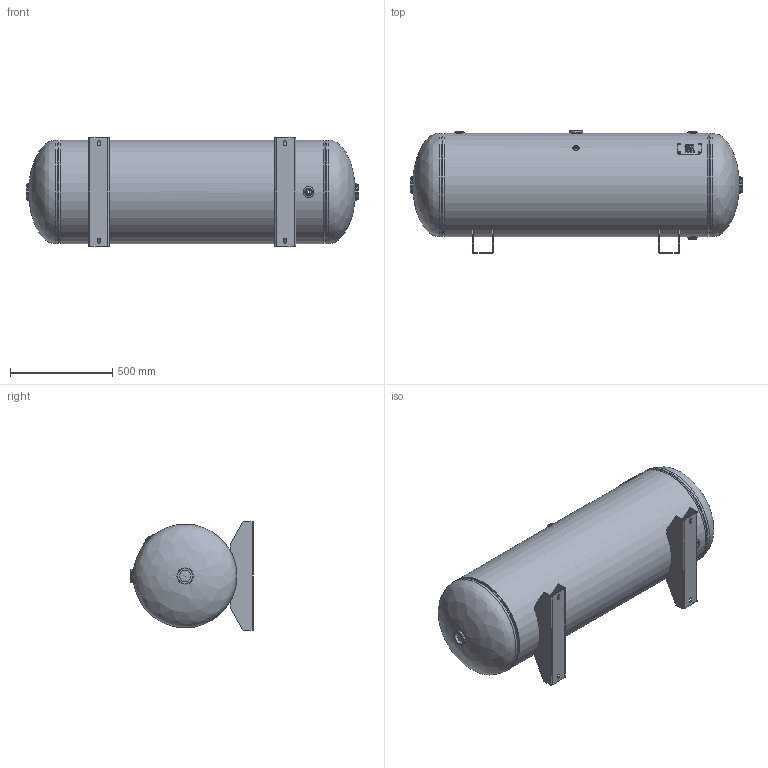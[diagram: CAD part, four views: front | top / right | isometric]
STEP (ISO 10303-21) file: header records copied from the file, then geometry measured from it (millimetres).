
FILE_DESCRIPTION(/* description */ ('FIRST LINE DESCRIPTION'),/* implementation_level */ '2;1');
FILE_NAME(/* name */ 'A10031-300.stp',/* time_stamp */ '2018-10-18T08:41:58-04:00',/* author */ ('Matt.Gilbert'),/* organization */ ('STEEL FAB IF WE MAKE IT, VENDOR IF WE DON''T'),/* preprocessor_version */ 'ST-DEVELOPER v16.5',/* originating_system */ 'Autodesk Inventor 2017',/* authorisation */ 'CHECKERS BOSS');
FILE_SCHEMA (('AUTOMOTIVE_DESIGN { 1 0 10303 214 3 1 1 }'));
Length unit declared in the file: inch
Products named in the file (10): A10031-300; A10031-300-SL; H20187J-414G; F102000; F101501; F101000; F100750; F100250; S100039; A10031-300-NP
Assembly tree (13 placements, depth 2):
  A10031-300
    A10031-300-SL
    H20187J-414G  x2
    F102000  x2
    F101501
    F101000  x2
    F100750
    F100250
    S100039  x2
    A10031-300-NP
Bounding box: 1626.92 x 602.12 x 533.4 mm (x, y, z)
Volume: 12511060.8 mm3; surface area: 6200670.5 mm2
Topology: 13 solids, 13 shells, 436 faces, 1114 edges, 729 vertices
Faces by surface type: plane 212, cylinder 90, bspline 84, torus 36, cone 14
Full cylindrical faces by diameter (mm): 6.35 x1, 11.455 x1, 12.7 x1, 19.05 x2, 25.4 x1, 30.302 x2, 36.909 x1, 39.688 x4, 44.856 x1, 50.8 x2, 52.387 x1, 56.667 x2, 57.547 x1, 68.263 x1, 79.383 x2, 485.038 x2, 494.538 x2, 498.5 x2, 500.177 x1, 508 x3
Entity records: 12678 total; most frequent: CARTESIAN_POINT 4633, ORIENTED_EDGE 1604, DIRECTION 1470, EDGE_CURVE 802, VERTEX_POINT 561, AXIS2_PLACEMENT_3D 512, EDGE_LOOP 447, LINE 446
